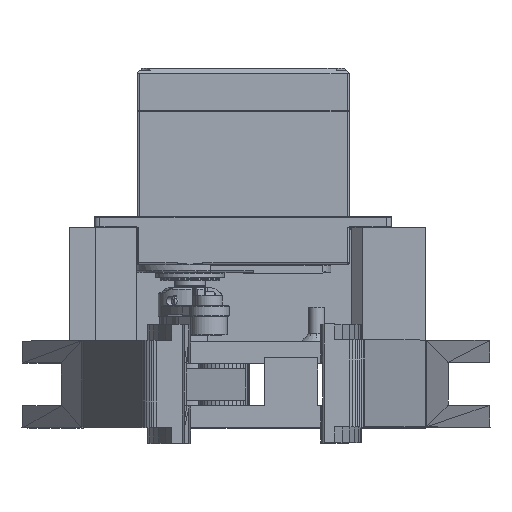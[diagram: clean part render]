
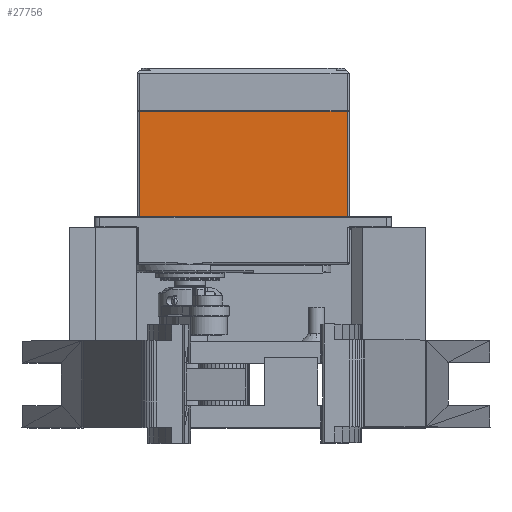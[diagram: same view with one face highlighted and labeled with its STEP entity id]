
A CAD part, top view. The second image highlights one B-rep face of the part: STEP entity #27756.
In plain terms, the highlighted face is planar.
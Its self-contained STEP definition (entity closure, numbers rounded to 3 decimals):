
#1497=PLANE('',#29767);
#2652=FACE_OUTER_BOUND('',#4166,.T.);
#4166=EDGE_LOOP('',(#22620,#22621,#22622,#22623));
#6672=LINE('',#42675,#9820);
#6688=LINE('',#42722,#9836);
#6689=LINE('',#42724,#9837);
#6690=LINE('',#42725,#9838);
#9820=VECTOR('',#34632,39.2);
#9836=VECTOR('',#34672,19.9);
#9837=VECTOR('',#34673,39.2);
#9838=VECTOR('',#34674,19.9);
#13330=VERTEX_POINT('',#42672);
#13331=VERTEX_POINT('',#42674);
#13350=VERTEX_POINT('',#42721);
#13351=VERTEX_POINT('',#42723);
#16612=EDGE_CURVE('',#13331,#13330,#6672,.T.);
#16635=EDGE_CURVE('',#13330,#13350,#6688,.T.);
#16636=EDGE_CURVE('',#13350,#13351,#6689,.F.);
#16637=EDGE_CURVE('',#13351,#13331,#6690,.F.);
#22620=ORIENTED_EDGE('',*,*,#16635,.T.);
#22621=ORIENTED_EDGE('',*,*,#16636,.T.);
#22622=ORIENTED_EDGE('',*,*,#16637,.T.);
#22623=ORIENTED_EDGE('',*,*,#16612,.T.);
#27756=ADVANCED_FACE('',(#2652),#1497,.F.);
#29767=AXIS2_PLACEMENT_3D('',#42720,#34670,#34671);
#34632=DIRECTION('',(1.,0.,0.));
#34670=DIRECTION('center_axis',(0.,-1.,0.));
#34671=DIRECTION('ref_axis',(0.,0.,-1.));
#34672=DIRECTION('',(0.,0.,-1.));
#34673=DIRECTION('',(1.,0.,0.));
#34674=DIRECTION('',(0.,0.,-1.));
#42672=CARTESIAN_POINT('',(19.6,10.,28.));
#42674=CARTESIAN_POINT('',(-19.6,10.,28.));
#42675=CARTESIAN_POINT('',(-19.6,10.,28.));
#42720=CARTESIAN_POINT('Origin',(20.,10.,37.));
#42721=CARTESIAN_POINT('',(19.6,10.,8.1));
#42722=CARTESIAN_POINT('',(19.6,10.,28.));
#42723=CARTESIAN_POINT('',(-19.6,10.,8.1));
#42724=CARTESIAN_POINT('',(-19.6,10.,8.1));
#42725=CARTESIAN_POINT('',(-19.6,10.,28.));
